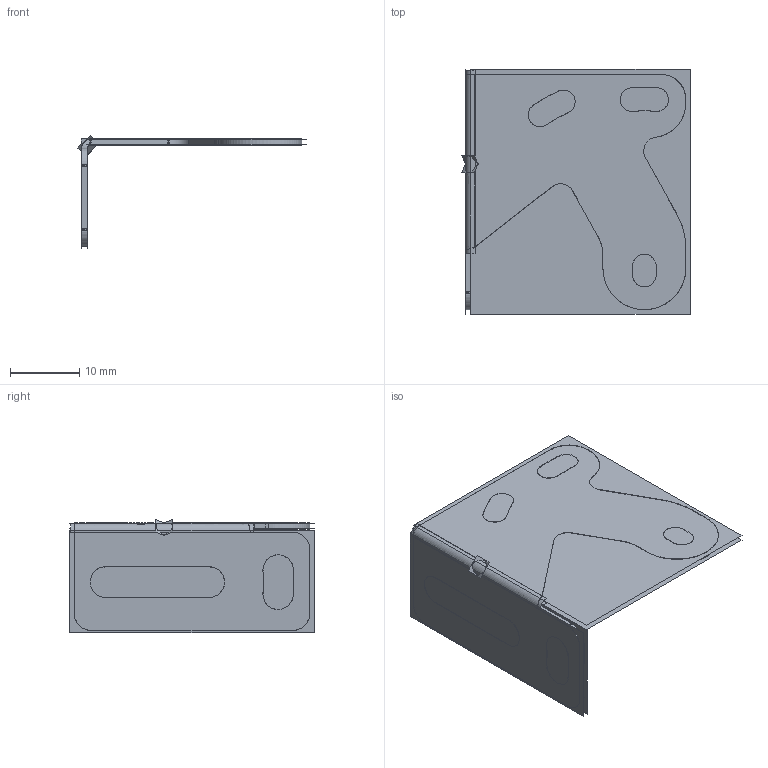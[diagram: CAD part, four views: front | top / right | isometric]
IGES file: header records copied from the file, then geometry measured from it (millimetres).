
Start section:  PTC IGES file: 220973.igs
Global section: file name: 220973.igs; native system: Creo Parametric by PTC Inc.; preprocessor: 2019292; author: PDMAdmin; organization: Unknown; date: 20201216.083439; units: millimetre
Bounding box: 32.96 x 35.36 x 16.34 mm (x, y, z)
Volume: 840.3 mm3; surface area: 10758 mm2
Topology: 1 solids, 1 shells, 110 faces, 582 edges, 740 vertices
Faces by surface type: revolution 60, bspline 50
